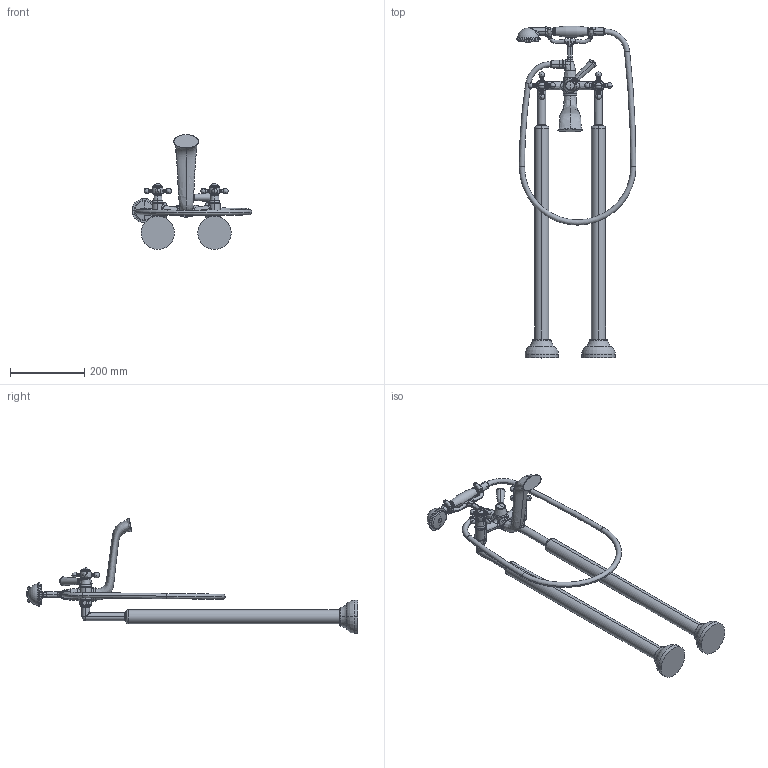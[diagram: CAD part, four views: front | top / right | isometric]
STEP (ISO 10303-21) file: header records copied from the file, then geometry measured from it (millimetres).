
FILE_DESCRIPTION (( 'STEP AP203' ), '1' );
FILE_NAME ('25943360-00.STEP', '2018-07-03T14:25:00', ( '' ), ( '' ), 'SwSTEP 2.0', 'SolidWorks 2017', '' );
FILE_SCHEMA (( 'CONFIG_CONTROL_DESIGN' ));
Length unit declared in the file: millimetre
Products named in the file (21): Planungsmodell_Rosette-+-09.24.03.047.94-01_ _K1_38x5; Planungsmodell_Griff-+-09.20.37.002.94-01_ _K2; Planungsmodell_Anschluss-+-09.11.04.011.94-01_ _K1; Planungsmodell_Handbrause-+-04.12.09.004.36-01_ _K1; Planungsmodell_Auslauf-+-09.11.06.034.94-01_ _K1; Planungsmodell_Griff-+-04.20.36.002.07-01_ _K1; Planungsmodell_Griff-+-09.20.82.050.90-01_ _K1; 25943360-00; Planungsmodell_Kuppel-+-09.26.01.064.60-01_ _K1_21x2x8; Planungsmodell_Sieb-+-09.12.01.010.90-01_ _K1; Planungsmodell_Griff-+-04.20.36.002.07-02_ _K1; Planungsmodell_Handbrause-+-04.12.09.004.36-1_ _PDB_04120900436-00; Planungsmodell_Griff-+-09.20.58.010.60-01_ _K3_23,4x15x60; Planungsmodell_Schlauch-+-09.30.02.008-01_ _K1_Anschluesse; Planungsmodell_Griff-+-09.30.30.062.94-01_ _K1; Planungsmodell_Koerper-+-09.17.10.001.90-01_ _K1; Planungsmodell_Rosette-+-09.27.39.010.94-01_ _K2; Planungsmodell_Gabel-+-09.17.20.010.94-01_ _K1; Planungsmodell_Rohr_gerade-+-28.568.780-10_ _K87_38x590; Planungsmodell_Mitnehmer-+-09.18.20.011.94-01_ _K1; Planungsmodell_Schlauch-+-09.30.02.008-01_ _K1_Schlauch
Assembly tree (26 placements, depth 3):
  25943360-00
    Planungsmodell_Koerper-+-09.17.10.001.90-01_ _K1
    Planungsmodell_Gabel-+-09.17.20.010.94-01_ _K1
    Planungsmodell_Mitnehmer-+-09.18.20.011.94-01_ _K1
    Planungsmodell_Griff-+-09.20.37.002.94-01_ _K2  x2
    Planungsmodell_Handbrause-+-04.12.09.004.36-1_ _PDB_04120900436-00
      Planungsmodell_Handbrause-+-04.12.09.004.36-01_ _K1
      Planungsmodell_Griff-+-09.20.82.050.90-01_ _K1
      Planungsmodell_Sieb-+-09.12.01.010.90-01_ _K1
    Planungsmodell_Schlauch-+-09.30.02.008-01_ _K1_Anschluesse
    Planungsmodell_Schlauch-+-09.30.02.008-01_ _K1_Schlauch
    Planungsmodell_Anschluss-+-09.11.04.011.94-01_ _K1  x2
    Planungsmodell_Griff-+-04.20.36.002.07-02_ _K1  x2
      Planungsmodell_Griff-+-04.20.36.002.07-01_ _K1
      Planungsmodell_Kuppel-+-09.26.01.064.60-01_ _K1_21x2x8
    Planungsmodell_Griff-+-09.20.58.010.60-01_ _K3_23,4x15x60
    Planungsmodell_Griff-+-09.30.30.062.94-01_ _K1
    Planungsmodell_Rosette-+-09.27.39.010.94-01_ _K2  x2
    Planungsmodell_Rohr_gerade-+-28.568.780-10_ _K87_38x590  x2
    Planungsmodell_Rosette-+-09.24.03.047.94-01_ _K1_38x5  x2
    Planungsmodell_Auslauf-+-09.11.06.034.94-01_ _K1
Bounding box: 323.1 x 895.25 x 310.26 mm (x, y, z)
Volume: 2861176.1 mm3; surface area: 415370.3 mm2
Topology: 26 solids, 36 shells, 794 faces, 1749 edges, 1001 vertices
Faces by surface type: bspline 194, cylinder 147, torus 140, plane 120, cone 116, sphere 77
Entity records: 82385 total; most frequent: CARTESIAN_POINT 69044, ORIENTED_EDGE 2414, DIRECTION 2023, EDGE_CURVE 1207, AXIS2_PLACEMENT_3D 922, VERTEX_POINT 717, EDGE_LOOP 584, ADVANCED_FACE 560
